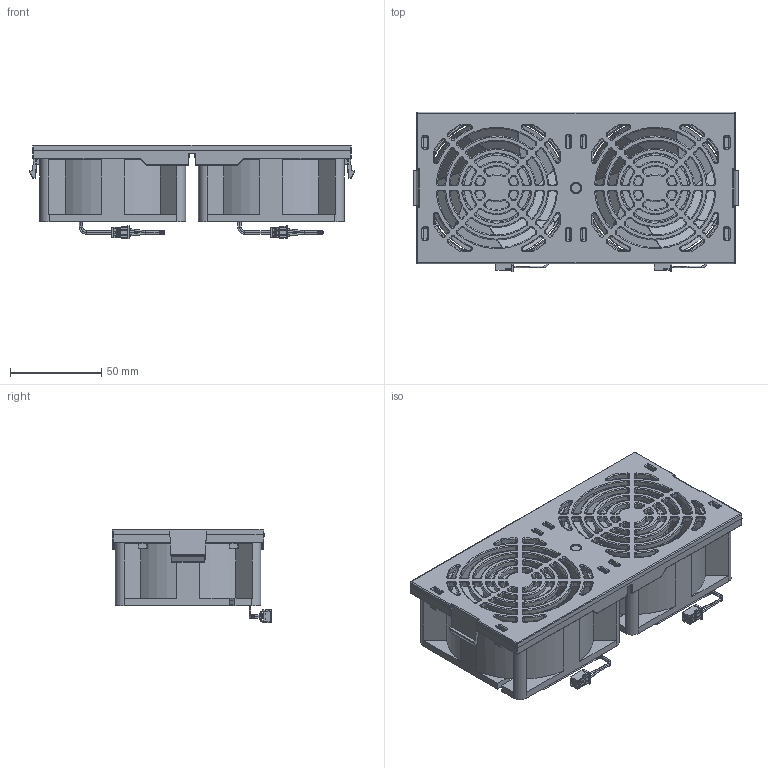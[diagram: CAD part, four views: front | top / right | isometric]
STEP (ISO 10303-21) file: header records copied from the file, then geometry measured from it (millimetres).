
FILE_DESCRIPTION (( 'STEP AP214' ), '1' );
FILE_NAME ('10006241061swa000 NC.STEP', '2021-05-19T21:31:27', ( '' ), ( '' ), 'SwSTEP 2.0', 'SolidWorks 2017', '' );
FILE_SCHEMA (( 'AUTOMOTIVE_DESIGN' ));
Length unit declared in the file: inch
Products named in the file (1): 10006241061swa000 NC
Bounding box: 178.55 x 87.7 x 51.55 mm (x, y, z)
Volume: 211782 mm3; surface area: 138219.9 mm2
Topology: 9 solids, 9 shells, 3070 faces, 7720 edges, 4665 vertices
Faces by surface type: plane 1081, bspline 988, cylinder 810, sphere 120, torus 39, cone 32
Entity records: 147030 total; most frequent: CARTESIAN_POINT 69054, ORIENTED_EDGE 15440, DIRECTION 11148, EDGE_CURVE 7720, VERTEX_POINT 4665, AXIS2_PLACEMENT_3D 3885, VECTOR 3378, LINE 3378
